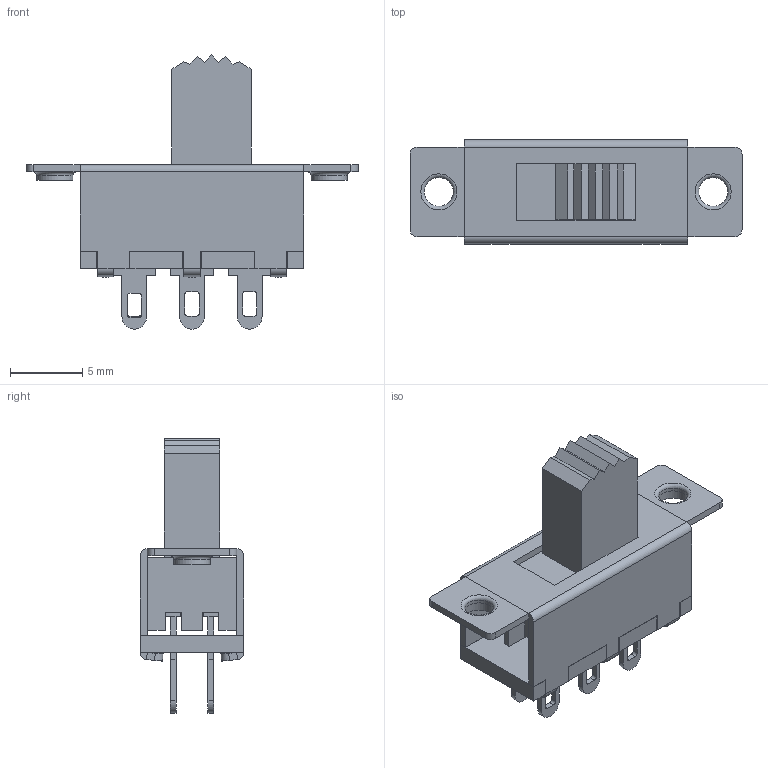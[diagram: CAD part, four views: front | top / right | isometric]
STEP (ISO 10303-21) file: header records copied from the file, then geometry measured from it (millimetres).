
FILE_DESCRIPTION(('FreeCAD Model'),'2;1');
FILE_NAME( 'SW18200_B.step', '2020-01-03T17:27:21',('Author'),(''), 'Open CASCADE STEP processor 7.2','FreeCAD','Unknown');
FILE_SCHEMA(('AUTOMOTIVE_DESIGN { 1 0 10303 214 1 1 1 1 }'));
Length unit declared in the file: millimetre
Products named in the file (5): CoverWing2; CoverWing1; Actuator; Base; Cover
Bounding box: 23 x 7.2 x 19 mm (x, y, z)
Volume: 789.1 mm3; surface area: 1745.5 mm2
Topology: 5 solids, 5 shells, 360 faces, 963 edges, 608 vertices
Faces by surface type: plane 296, cylinder 60, torus 4
Full cylindrical faces by diameter (mm): 2 x4, 2.5 x2
Entity records: 25508 total; most frequent: CARTESIAN_POINT 4366, DIRECTION 3629, LINE 2619, VECTOR 2619, ORIENTED_EDGE 1926, PCURVE 1926, DEFINITIONAL_REPRESENTATION 1926, EDGE_CURVE 963
